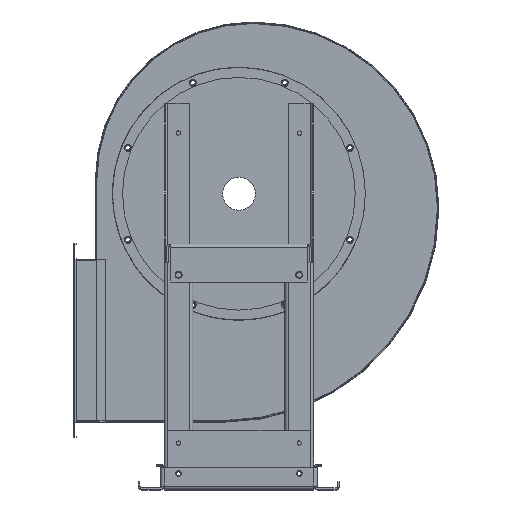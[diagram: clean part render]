
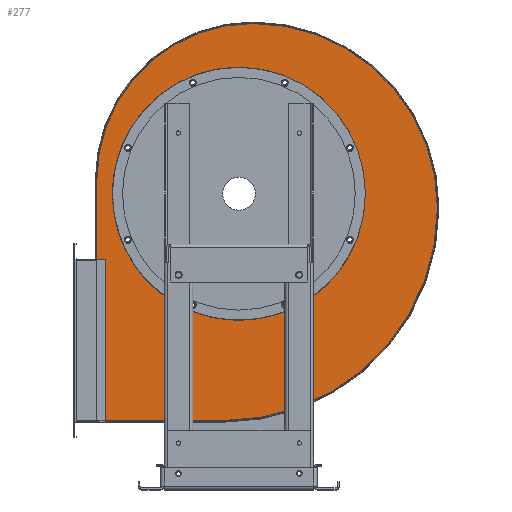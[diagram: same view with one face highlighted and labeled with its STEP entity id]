
A CAD part, top view. The second image highlights one B-rep face of the part: STEP entity #277.
In plain terms, the highlighted face is planar.
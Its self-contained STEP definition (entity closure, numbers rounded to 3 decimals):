
#277=ADVANCED_FACE('',(#11064,#11066),#11068,.F.);
#11064=FACE_BOUND('',#11065,.T.);
#11065=EDGE_LOOP('',(#21684,#21685,#21686,#21687,#21688,#21689,#21690,#21691,#21692,
#21693));
#11066=FACE_BOUND('',#11067,.T.);
#11067=EDGE_LOOP('',(#21694));
#11068=PLANE('',#11069);
#11069=AXIS2_PLACEMENT_3D('',#11070,#11071,#11072);
#11070=CARTESIAN_POINT('',(0.,0.,-332.6));
#11071=DIRECTION('',(-0.,-0.,1.));
#11072=DIRECTION('',(1.,0.,0.));
#21684=ORIENTED_EDGE('',*,*,#27853,.F.);
#21685=ORIENTED_EDGE('',*,*,#27854,.T.);
#21686=ORIENTED_EDGE('',*,*,#27855,.T.);
#21687=ORIENTED_EDGE('',*,*,#27856,.T.);
#21688=ORIENTED_EDGE('',*,*,#27857,.T.);
#21689=ORIENTED_EDGE('',*,*,#27858,.T.);
#21690=ORIENTED_EDGE('',*,*,#27859,.T.);
#21691=ORIENTED_EDGE('',*,*,#27860,.T.);
#21692=ORIENTED_EDGE('',*,*,#27861,.T.);
#21693=ORIENTED_EDGE('',*,*,#27862,.T.);
#21694=ORIENTED_EDGE('',*,*,#27863,.F.);
#27853=EDGE_CURVE('',#30995,#30996,#30997,.T.);
#27854=EDGE_CURVE('',#30995,#30998,#30999,.T.);
#27855=EDGE_CURVE('',#30998,#31000,#31001,.T.);
#27856=EDGE_CURVE('',#31000,#31002,#31003,.T.);
#27857=EDGE_CURVE('',#31002,#31004,#31005,.T.);
#27858=EDGE_CURVE('',#31004,#31006,#31007,.T.);
#27859=EDGE_CURVE('',#31006,#31008,#31009,.T.);
#27860=EDGE_CURVE('',#31008,#31010,#31011,.T.);
#27861=EDGE_CURVE('',#31010,#31012,#31013,.T.);
#27862=EDGE_CURVE('',#31012,#30996,#31014,.T.);
#27863=EDGE_CURVE('',#31015,#31015,#31016,.T.);
#30995=VERTEX_POINT('',#36240);
#30996=VERTEX_POINT('',#36241);
#30997=LINE('',#36242,#36243);
#30998=VERTEX_POINT('',#36245);
#30999=LINE('',#36246,#36247);
#31000=VERTEX_POINT('',#36249);
#31001=LINE('',#36250,#36251);
#31002=VERTEX_POINT('',#36253);
#31003=LINE('',#36254,#36255);
#31004=VERTEX_POINT('',#36257);
#31005=CIRCLE('',#36258,423.1);
#31006=VERTEX_POINT('',#36262);
#31007=CIRCLE('',#36263,367.4);
#31008=VERTEX_POINT('',#36267);
#31009=CIRCLE('',#36268,311.6);
#31010=VERTEX_POINT('',#36272);
#31011=LINE('',#36273,#36274);
#31012=VERTEX_POINT('',#36276);
#31013=LINE('',#36277,#36278);
#31014=LINE('',#36280,#36281);
#31015=VERTEX_POINT('',#36283);
#31016=CIRCLE('',#36284,250.);
#36240=CARTESIAN_POINT('',(-274.7,-449.1,-332.6));
#36241=CARTESIAN_POINT('',(-281.7,-449.1,-332.6));
#36242=CARTESIAN_POINT('',(-274.7,-449.1,-332.6));
#36243=VECTOR('',#36244,1.);
#36244=DIRECTION('',(-1.,0.,0.));
#36245=CARTESIAN_POINT('',(-263.7,-449.1,-332.6));
#36246=CARTESIAN_POINT('',(-274.7,-449.1,-332.6));
#36247=VECTOR('',#36248,1.);
#36248=DIRECTION('',(1.,0.,0.));
#36249=CARTESIAN_POINT('',(-263.7,-451.1,-332.6));
#36250=CARTESIAN_POINT('',(-263.7,-449.1,-332.6));
#36251=VECTOR('',#36252,1.);
#36252=DIRECTION('',(0.,-1.,0.));
#36253=CARTESIAN_POINT('',(-27.9,-450.9,-332.6));
#36254=CARTESIAN_POINT('',(-263.7,-451.1,-332.6));
#36255=VECTOR('',#36256,1.);
#36256=DIRECTION('',(1.,0.001,0.));
#36257=CARTESIAN_POINT('',(395.3,-27.9,-332.6));
#36258=AXIS2_PLACEMENT_3D('',#36259,#36260,#36261);
#36259=CARTESIAN_POINT('',(-27.8,-27.8,-332.6));
#36260=DIRECTION('',(0.,0.,1.));
#36261=DIRECTION('',(0.,-1.,0.));
#36262=CARTESIAN_POINT('',(27.9,339.5,-332.6));
#36263=AXIS2_PLACEMENT_3D('',#36264,#36265,#36266);
#36264=CARTESIAN_POINT('',(27.9,-27.9,-332.6));
#36265=DIRECTION('',(0.,0.,1.));
#36266=DIRECTION('',(1.,0.,0.));
#36267=CARTESIAN_POINT('',(-283.7,27.9,-332.6));
#36268=AXIS2_PLACEMENT_3D('',#36269,#36270,#36271);
#36269=CARTESIAN_POINT('',(27.9,27.9,-332.6));
#36270=DIRECTION('',(0.,0.,1.));
#36271=DIRECTION('',(0.,1.,0.));
#36272=CARTESIAN_POINT('',(-283.7,-130.5,-332.6));
#36273=CARTESIAN_POINT('',(-283.7,27.9,-332.6));
#36274=VECTOR('',#36275,1.);
#36275=DIRECTION('',(0.,-1.,0.));
#36276=CARTESIAN_POINT('',(-281.7,-130.5,-332.6));
#36277=CARTESIAN_POINT('',(-283.7,-130.5,-332.6));
#36278=VECTOR('',#36279,1.);
#36279=DIRECTION('',(1.,0.,0.));
#36280=CARTESIAN_POINT('',(-281.7,-130.5,-332.6));
#36281=VECTOR('',#36282,1.);
#36282=DIRECTION('',(0.,-1.,0.));
#36283=CARTESIAN_POINT('',(250.,0.,-332.6));
#36284=AXIS2_PLACEMENT_3D('',#36285,#36286,#36287);
#36285=CARTESIAN_POINT('',(0.,0.,-332.6));
#36286=DIRECTION('',(-0.,-0.,1.));
#36287=DIRECTION('',(1.,0.,0.));
